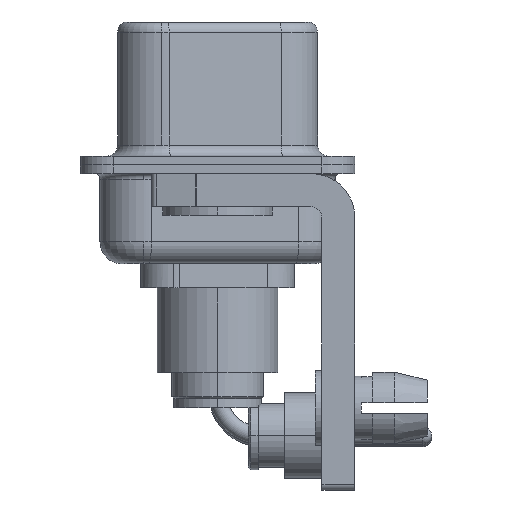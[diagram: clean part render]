
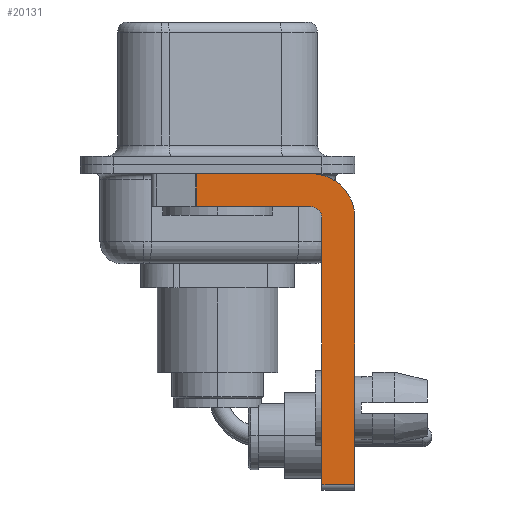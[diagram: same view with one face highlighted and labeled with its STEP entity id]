
A CAD part, left-side view. The second image highlights one B-rep face of the part: STEP entity #20131.
In plain terms, the highlighted planar face has unit normal (-1, 0, 0).
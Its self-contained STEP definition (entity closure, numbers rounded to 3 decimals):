
#441 = ORIENTED_EDGE ( 'NONE', *, *, #8412, .T. ) ;
#571 = EDGE_CURVE ( 'NONE', #1853, #11797, #15567, .T. ) ;
#590 = VECTOR ( 'NONE', #21376, 1000. ) ;
#1159 = ORIENTED_EDGE ( 'NONE', *, *, #17266, .T. ) ;
#1853 = VERTEX_POINT ( 'NONE', #18973 ) ;
#1929 = VERTEX_POINT ( 'NONE', #16057 ) ;
#2035 = VECTOR ( 'NONE', #8810, 1000. ) ;
#2443 = LINE ( 'NONE', #13447, #590 ) ;
#2802 = VERTEX_POINT ( 'NONE', #22131 ) ;
#3284 = ORIENTED_EDGE ( 'NONE', *, *, #571, .F. ) ;
#3758 = EDGE_CURVE ( 'NONE', #16157, #9210, #14298, .T. ) ;
#3980 = CARTESIAN_POINT ( 'NONE',  ( -2.9, -4.25, -2.4 ) ) ;
#4015 = CIRCLE ( 'NONE', #8347, 2. ) ;
#4287 = DIRECTION ( 'NONE',  ( 0., 0., -1. ) ) ;
#4805 = VECTOR ( 'NONE', #8841, 1000. ) ;
#5226 = DIRECTION ( 'NONE',  ( 0., 0., 1. ) ) ;
#5321 = EDGE_LOOP ( 'NONE', ( #3284, #1159, #22113, #5629, #9908, #441, #13945, #20015 ) ) ;
#5433 = CARTESIAN_POINT ( 'NONE',  ( -2.9, 3., -0.4 ) ) ;
#5457 = CARTESIAN_POINT ( 'NONE',  ( -2.9, -4.25, -1.9 ) ) ;
#5629 = ORIENTED_EDGE ( 'NONE', *, *, #14238, .F. ) ;
#6701 = LINE ( 'NONE', #12083, #8523 ) ;
#7001 = CARTESIAN_POINT ( 'NONE',  ( -2.9, -4.75, -14.55 ) ) ;
#7169 = EDGE_CURVE ( 'NONE', #11797, #2802, #4015, .T. ) ;
#7173 = VERTEX_POINT ( 'NONE', #5457 ) ;
#7557 = CARTESIAN_POINT ( 'NONE',  ( -2.9, -4.25, -2.4 ) ) ;
#8347 = AXIS2_PLACEMENT_3D ( 'NONE', #3980, #10850, #9057 ) ;
#8412 = EDGE_CURVE ( 'NONE', #16157, #1929, #17364, .T. ) ;
#8505 = DIRECTION ( 'NONE',  ( -1., 0., 0. ) ) ;
#8523 = VECTOR ( 'NONE', #10293, 1000. ) ;
#8810 = DIRECTION ( 'NONE',  ( 0., -1., 0. ) ) ;
#8841 = DIRECTION ( 'NONE',  ( 0., -1., 0. ) ) ;
#9057 = DIRECTION ( 'NONE',  ( 0., 0., -1. ) ) ;
#9210 = VERTEX_POINT ( 'NONE', #11158 ) ;
#9245 = DIRECTION ( 'NONE',  ( 0., 0., 1. ) ) ;
#9662 = CARTESIAN_POINT ( 'NONE',  ( -2.9, 0.978, -1.9 ) ) ;
#9908 = ORIENTED_EDGE ( 'NONE', *, *, #3758, .F. ) ;
#10293 = DIRECTION ( 'NONE',  ( 0., 1., 0. ) ) ;
#10626 = CARTESIAN_POINT ( 'NONE',  ( -2.9, -4.25, -14.55 ) ) ;
#10850 = DIRECTION ( 'NONE',  ( 1., 0., 0. ) ) ;
#11158 = CARTESIAN_POINT ( 'NONE',  ( -2.9, -4.75, -2.4 ) ) ;
#11797 = VERTEX_POINT ( 'NONE', #13518 ) ;
#12083 = CARTESIAN_POINT ( 'NONE',  ( -2.9, -4.25, -1.9 ) ) ;
#12091 = PLANE ( 'NONE',  #20385 ) ;
#12376 = CARTESIAN_POINT ( 'NONE',  ( -2.9, -4.75, -14.8 ) ) ;
#13005 = CIRCLE ( 'NONE', #15885, 0.5 ) ;
#13447 = CARTESIAN_POINT ( 'NONE',  ( -2.9, -6.25, -2.4 ) ) ;
#13518 = CARTESIAN_POINT ( 'NONE',  ( -2.9, -4.25, -0.4 ) ) ;
#13628 = VECTOR ( 'NONE', #9245, 1000. ) ;
#13764 = CARTESIAN_POINT ( 'NONE',  ( -2.9, -4.25, -2.4 ) ) ;
#13945 = ORIENTED_EDGE ( 'NONE', *, *, #17962, .F. ) ;
#14238 = EDGE_CURVE ( 'NONE', #9210, #7173, #13005, .T. ) ;
#14298 = LINE ( 'NONE', #12376, #13628 ) ;
#14579 = VECTOR ( 'NONE', #17534, 1000. ) ;
#15567 = LINE ( 'NONE', #5433, #2035 ) ;
#15885 = AXIS2_PLACEMENT_3D ( 'NONE', #13764, #8505, #5226 ) ;
#16057 = CARTESIAN_POINT ( 'NONE',  ( -2.9, -6.25, -14.55 ) ) ;
#16157 = VERTEX_POINT ( 'NONE', #7001 ) ;
#17266 = EDGE_CURVE ( 'NONE', #1853, #19351, #19114, .T. ) ;
#17364 = LINE ( 'NONE', #10626, #4805 ) ;
#17424 = CARTESIAN_POINT ( 'NONE',  ( -2.9, 0.978, -1.9 ) ) ;
#17534 = DIRECTION ( 'NONE',  ( 0., 0., -1. ) ) ;
#17650 = FACE_OUTER_BOUND ( 'NONE', #5321, .T. ) ;
#17962 = EDGE_CURVE ( 'NONE', #2802, #1929, #2443, .T. ) ;
#18103 = EDGE_CURVE ( 'NONE', #7173, #19351, #6701, .T. ) ;
#18936 = DIRECTION ( 'NONE',  ( 1., 0., 0. ) ) ;
#18973 = CARTESIAN_POINT ( 'NONE',  ( -2.9, 0.978, -0.4 ) ) ;
#19114 = LINE ( 'NONE', #17424, #14579 ) ;
#19351 = VERTEX_POINT ( 'NONE', #9662 ) ;
#20015 = ORIENTED_EDGE ( 'NONE', *, *, #7169, .F. ) ;
#20131 = ADVANCED_FACE ( 'NONE', ( #17650 ), #12091, .F. ) ;
#20385 = AXIS2_PLACEMENT_3D ( 'NONE', #7557, #18936, #4287 ) ;
#21376 = DIRECTION ( 'NONE',  ( 0., 0., -1. ) ) ;
#22113 = ORIENTED_EDGE ( 'NONE', *, *, #18103, .F. ) ;
#22131 = CARTESIAN_POINT ( 'NONE',  ( -2.9, -6.25, -2.4 ) ) ;
